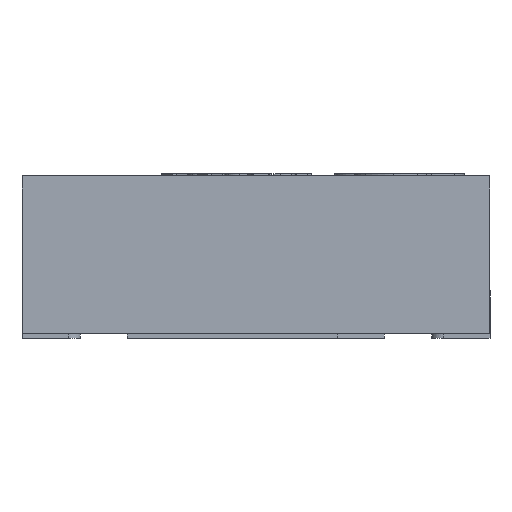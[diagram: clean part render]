
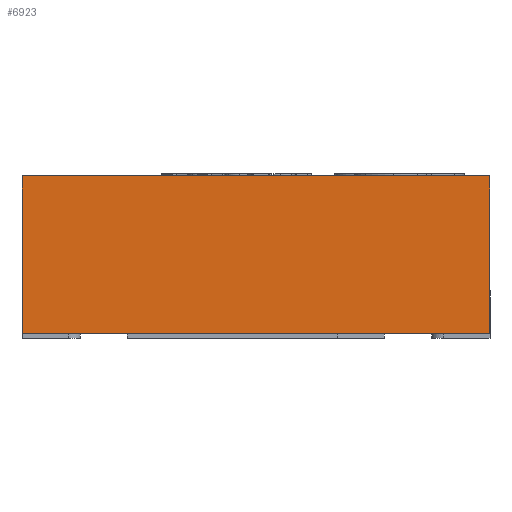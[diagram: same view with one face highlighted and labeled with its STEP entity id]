
A CAD part, left-side view. The second image highlights one B-rep face of the part: STEP entity #6923.
In plain terms, the highlighted planar face has unit normal (-1, 0, 0).
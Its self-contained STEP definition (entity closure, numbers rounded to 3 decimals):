
#85 = VERTEX_POINT ( 'NONE', #9771 ) ;
#667 = LINE ( 'NONE', #4494, #8689 ) ;
#817 = EDGE_CURVE ( 'NONE', #85, #14283, #4438, .T. ) ;
#1075 = VERTEX_POINT ( 'NONE', #6766 ) ;
#1096 = AXIS2_PLACEMENT_3D ( 'NONE', #14292, #14205, #7896 ) ;
#1201 = ORIENTED_EDGE ( 'NONE', *, *, #817, .T. ) ;
#1208 = EDGE_CURVE ( 'NONE', #8442, #85, #667, .T. ) ;
#2137 = CARTESIAN_POINT ( 'NONE',  ( -1., 1., 0.675 ) ) ;
#3702 = EDGE_LOOP ( 'NONE', ( #1201, #14551, #6401, #15950 ) ) ;
#4438 = LINE ( 'NONE', #12193, #5689 ) ;
#4444 = DIRECTION ( 'NONE',  ( 0., -1., 0. ) ) ;
#4494 = CARTESIAN_POINT ( 'NONE',  ( -1., 1., 0.675 ) ) ;
#4844 = VECTOR ( 'NONE', #4444, 1000. ) ;
#5689 = VECTOR ( 'NONE', #13204, 1000. ) ;
#6383 = CARTESIAN_POINT ( 'NONE',  ( -1., -1., 0. ) ) ;
#6401 = ORIENTED_EDGE ( 'NONE', *, *, #8683, .F. ) ;
#6702 = VECTOR ( 'NONE', #8179, 1000. ) ;
#6766 = CARTESIAN_POINT ( 'NONE',  ( -1., -1., 0.675 ) ) ;
#6923 = ADVANCED_FACE ( 'NONE', ( #15130 ), #7639, .F. ) ;
#7639 = PLANE ( 'NONE',  #1096 ) ;
#7896 = DIRECTION ( 'NONE',  ( 0., 0., -1. ) ) ;
#8004 = LINE ( 'NONE', #15671, #6702 ) ;
#8179 = DIRECTION ( 'NONE',  ( 0., 0., -1. ) ) ;
#8442 = VERTEX_POINT ( 'NONE', #2137 ) ;
#8683 = EDGE_CURVE ( 'NONE', #8442, #1075, #9735, .T. ) ;
#8689 = VECTOR ( 'NONE', #11298, 1000. ) ;
#9735 = LINE ( 'NONE', #14873, #4844 ) ;
#9771 = CARTESIAN_POINT ( 'NONE',  ( -1., 1., 0. ) ) ;
#11298 = DIRECTION ( 'NONE',  ( 0., 0., -1. ) ) ;
#12193 = CARTESIAN_POINT ( 'NONE',  ( -1., -1., 0. ) ) ;
#13204 = DIRECTION ( 'NONE',  ( 0., -1., 0. ) ) ;
#14205 = DIRECTION ( 'NONE',  ( 1., 0., 0. ) ) ;
#14283 = VERTEX_POINT ( 'NONE', #6383 ) ;
#14292 = CARTESIAN_POINT ( 'NONE',  ( -1., -1., 0.675 ) ) ;
#14551 = ORIENTED_EDGE ( 'NONE', *, *, #16083, .F. ) ;
#14873 = CARTESIAN_POINT ( 'NONE',  ( -1., -1., 0.675 ) ) ;
#15130 = FACE_OUTER_BOUND ( 'NONE', #3702, .T. ) ;
#15671 = CARTESIAN_POINT ( 'NONE',  ( -1., -1., 0.675 ) ) ;
#15950 = ORIENTED_EDGE ( 'NONE', *, *, #1208, .T. ) ;
#16083 = EDGE_CURVE ( 'NONE', #1075, #14283, #8004, .T. ) ;
